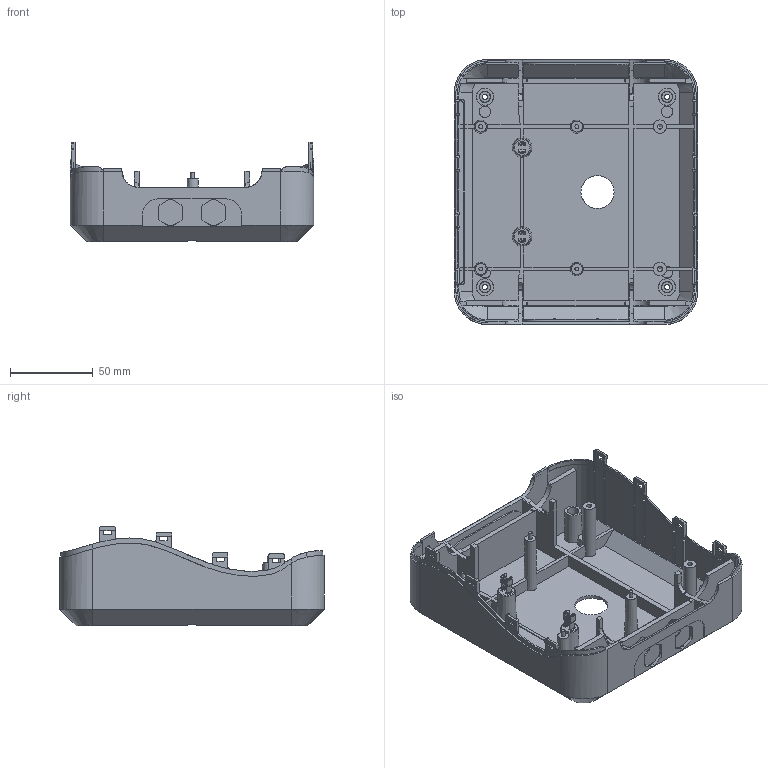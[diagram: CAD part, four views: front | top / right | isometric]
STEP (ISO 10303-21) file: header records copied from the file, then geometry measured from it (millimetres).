
FILE_DESCRIPTION(/* description */ (''),/* implementation_level */ '2;1');
FILE_NAME(/* name */ 'Base_BB_Open.step',/* time_stamp */ '2026-02-03T10:34:44-03:00',/* author */ (''),/* organization */ (''),/* preprocessor_version */ 'ST-DEVELOPER v20.1',/* originating_system */ 'Autodesk Translation Framework v14.24.0.0',/* authorisation */ '');
FILE_SCHEMA (('AUTOMOTIVE_DESIGN { 1 0 10303 214 3 1 1 }'));
Length unit declared in the file: millimetre
Products named in the file (1): BotBrain_Open_v6
Bounding box: 147 x 160 x 60.16 mm (x, y, z)
Volume: 141177.1 mm3; surface area: 130765.6 mm2
Topology: 1 solids, 1 shells, 1023 faces, 2880 edges, 1878 vertices
Faces by surface type: plane 546, bspline 273, cylinder 148, cone 34, torus 22
Full cylindrical faces by diameter (mm): 2.3 x4, 3 x2, 3.2 x4, 3.5 x4, 8 x2, 20 x1
Entity records: 39693 total; most frequent: CARTESIAN_POINT 15650, ORIENTED_EDGE 5760, DIRECTION 4054, EDGE_CURVE 2880, VERTEX_POINT 1878, LINE 1676, VECTOR 1676, AXIS2_PLACEMENT_3D 1189
